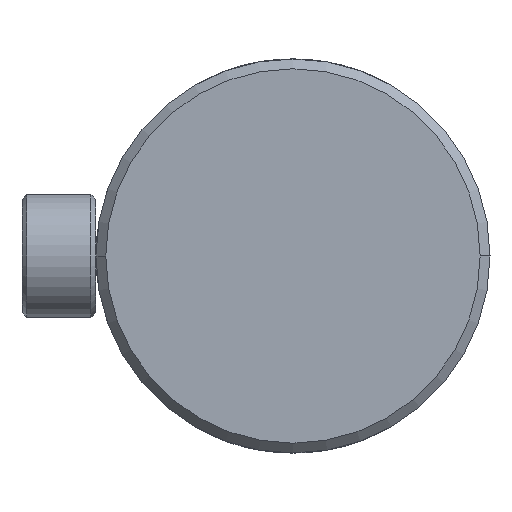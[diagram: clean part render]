
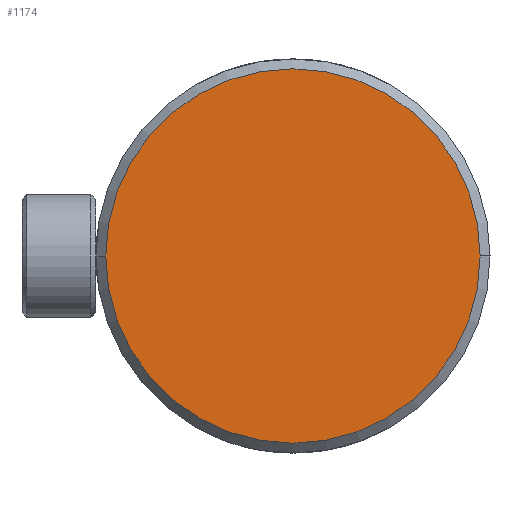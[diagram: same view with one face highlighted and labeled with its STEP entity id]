
A CAD part, left-side view. The second image highlights one B-rep face of the part: STEP entity #1174.
In plain terms, the highlighted planar face has unit normal (-1, 0, 0).
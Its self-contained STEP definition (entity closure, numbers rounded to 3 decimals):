
#39 = FACE_OUTER_BOUND ( 'NONE', #884, .T. ) ;
#72 = ORIENTED_EDGE ( 'NONE', *, *, #2064, .F. ) ;
#188 = CIRCLE ( 'NONE', #1250, 38. ) ;
#583 = EDGE_CURVE ( 'NONE', #3198, #2721, #188, .T. ) ;
#884 = EDGE_LOOP ( 'NONE', ( #3624, #72 ) ) ;
#894 = CARTESIAN_POINT ( 'NONE',  ( -58., 0., 0. ) ) ;
#1068 = DIRECTION ( 'NONE',  ( 1., 0., 0. ) ) ;
#1072 = AXIS2_PLACEMENT_3D ( 'NONE', #894, #2248, #3577 ) ;
#1174 = ADVANCED_FACE ( 'NONE', ( #39 ), #3460, .T. ) ;
#1250 = AXIS2_PLACEMENT_3D ( 'NONE', #3678, #1068, #2136 ) ;
#1510 = CARTESIAN_POINT ( 'NONE',  ( -58., -38., 0. ) ) ;
#1584 = CARTESIAN_POINT ( 'NONE',  ( -58., 0., 0. ) ) ;
#2064 = EDGE_CURVE ( 'NONE', #2721, #3198, #2301, .T. ) ;
#2099 = CARTESIAN_POINT ( 'NONE',  ( -58., 38., 0. ) ) ;
#2136 = DIRECTION ( 'NONE',  ( 0., 1., 0. ) ) ;
#2248 = DIRECTION ( 'NONE',  ( -1., 0., 0. ) ) ;
#2301 = CIRCLE ( 'NONE', #3108, 38. ) ;
#2547 = DIRECTION ( 'NONE',  ( 1., 0., 0. ) ) ;
#2721 = VERTEX_POINT ( 'NONE', #1510 ) ;
#2764 = DIRECTION ( 'NONE',  ( 0., 1., 0. ) ) ;
#3108 = AXIS2_PLACEMENT_3D ( 'NONE', #1584, #2547, #2764 ) ;
#3198 = VERTEX_POINT ( 'NONE', #2099 ) ;
#3460 = PLANE ( 'NONE',  #1072 ) ;
#3577 = DIRECTION ( 'NONE',  ( 0., -1., 0. ) ) ;
#3624 = ORIENTED_EDGE ( 'NONE', *, *, #583, .F. ) ;
#3678 = CARTESIAN_POINT ( 'NONE',  ( -58., 0., 0. ) ) ;
